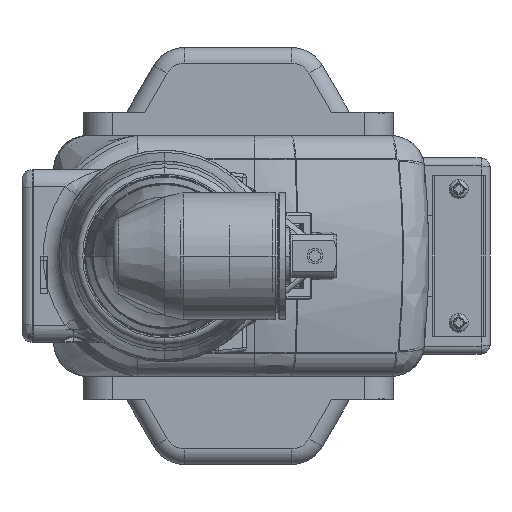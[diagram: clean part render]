
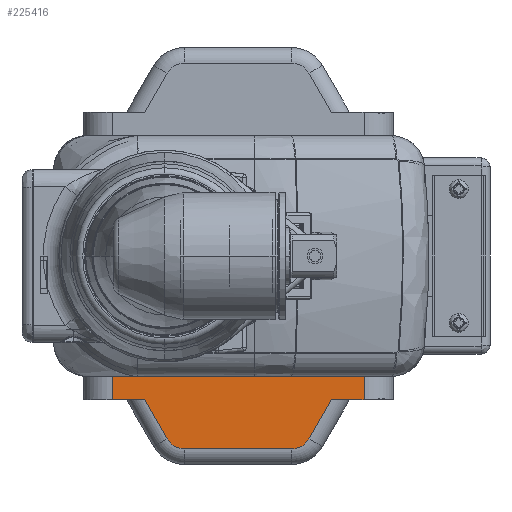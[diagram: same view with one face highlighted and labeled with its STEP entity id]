
A CAD part, left-side view. The second image highlights one B-rep face of the part: STEP entity #225416.
In plain terms, the highlighted planar face has unit normal (-1, 0, 0).
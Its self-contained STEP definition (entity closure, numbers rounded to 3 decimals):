
#178066=DIRECTION('',(0.,1.,0.));
#178067=VECTOR('',#178066,56.5);
#178068=CARTESIAN_POINT('',(348.65,-44.7,-26.75));
#178069=LINE('',#178068,#178067);
#178092=DIRECTION('',(0.,0.,1.));
#178093=VECTOR('',#178092,5.5);
#178094=CARTESIAN_POINT('',(348.65,11.8,-32.25));
#178095=LINE('',#178094,#178093);
#178100=DIRECTION('',(0.,-0.5,0.866));
#178101=VECTOR('',#178100,10.104);
#178102=CARTESIAN_POINT('',(348.65,-32.357,-41.));
#178103=LINE('',#178102,#178101);
#178104=CARTESIAN_POINT('',(348.65,-28.46,-38.75));
#178105=DIRECTION('',(-1.,0.,0.));
#178106=DIRECTION('',(0.,0.,-1.));
#178107=AXIS2_PLACEMENT_3D('',#178104,#178105,#178106);
#178109=DIRECTION('',(0.,-1.,0.));
#178110=VECTOR('',#178109,24.019);
#178111=CARTESIAN_POINT('',(348.65,-4.44,-43.25));
#178112=LINE('',#178111,#178110);
#178113=CARTESIAN_POINT('',(348.65,-4.44,-38.75));
#178114=DIRECTION('',(-1.,0.,0.));
#178115=DIRECTION('',(0.,0.866,-0.5));
#178116=AXIS2_PLACEMENT_3D('',#178113,#178114,#178115);
#178118=DIRECTION('',(0.,-0.5,-0.866));
#178119=VECTOR('',#178118,10.104);
#178120=CARTESIAN_POINT('',(348.65,4.509,-32.25));
#178121=LINE('',#178120,#178119);
#178126=DIRECTION('',(0.,0.,1.));
#178127=VECTOR('',#178126,5.5);
#178128=CARTESIAN_POINT('',(348.65,-44.7,-32.25));
#178129=LINE('',#178128,#178127);
#178165=DIRECTION('',(0.,-1.,0.));
#178166=VECTOR('',#178165,7.291);
#178167=CARTESIAN_POINT('',(348.65,11.8,-32.25));
#178168=LINE('',#178167,#178166);
#178347=DIRECTION('',(0.,-1.,0.));
#178348=VECTOR('',#178347,7.291);
#178349=CARTESIAN_POINT('',(348.65,-37.409,-32.25));
#178350=LINE('',#178349,#178348);
#215259=CARTESIAN_POINT('',(348.65,11.8,-32.25));
#215261=VERTEX_POINT('',#215259);
#215264=CARTESIAN_POINT('',(348.65,-44.7,-32.25));
#215266=VERTEX_POINT('',#215264);
#215311=CARTESIAN_POINT('',(348.65,-32.357,-41.));
#215312=CARTESIAN_POINT('',(348.65,-37.409,-32.25));
#215313=VERTEX_POINT('',#215311);
#215314=VERTEX_POINT('',#215312);
#215315=CARTESIAN_POINT('',(348.65,-28.46,-43.25));
#215316=VERTEX_POINT('',#215315);
#215319=CARTESIAN_POINT('',(348.65,-4.44,-43.25));
#215320=VERTEX_POINT('',#215319);
#215323=CARTESIAN_POINT('',(348.65,-0.543,-41.));
#215324=VERTEX_POINT('',#215323);
#215327=CARTESIAN_POINT('',(348.65,4.509,-32.25));
#215328=VERTEX_POINT('',#215327);
#215616=CARTESIAN_POINT('',(348.65,-44.7,-26.75));
#215617=CARTESIAN_POINT('',(348.65,11.8,-26.75));
#215618=VERTEX_POINT('',#215616);
#215619=VERTEX_POINT('',#215617);
#225391=CARTESIAN_POINT('',(348.65,-51.2,-26.75));
#225392=DIRECTION('',(-1.,0.,0.));
#225393=DIRECTION('',(0.,1.,0.));
#225394=AXIS2_PLACEMENT_3D('',#225391,#225392,#225393);
#225395=PLANE('',#225394);
#225396=ORIENTED_EDGE('',*,*,#225338,.F.);
#225398=ORIENTED_EDGE('',*,*,#225397,.F.);
#225400=ORIENTED_EDGE('',*,*,#225399,.F.);
#225402=ORIENTED_EDGE('',*,*,#225401,.F.);
#225404=ORIENTED_EDGE('',*,*,#225403,.F.);
#225406=ORIENTED_EDGE('',*,*,#225405,.F.);
#225408=ORIENTED_EDGE('',*,*,#225407,.F.);
#225410=ORIENTED_EDGE('',*,*,#225409,.F.);
#225412=ORIENTED_EDGE('',*,*,#225411,.F.);
#225413=ORIENTED_EDGE('',*,*,#225382,.T.);
#225414=EDGE_LOOP('',(#225396,#225398,#225400,#225402,#225404,#225406,#225408,
#225410,#225412,#225413));
#225415=FACE_OUTER_BOUND('',#225414,.F.);
#225416=ADVANCED_FACE('',(#225415),#225395,.T.);
#178108=CIRCLE('',#178107,4.5);
#178117=CIRCLE('',#178116,4.5);
#225338=EDGE_CURVE('',#215618,#215619,#178069,.T.);
#225382=EDGE_CURVE('',#215261,#215619,#178095,.T.);
#225397=EDGE_CURVE('',#215266,#215618,#178129,.T.);
#225399=EDGE_CURVE('',#215314,#215266,#178350,.T.);
#225401=EDGE_CURVE('',#215313,#215314,#178103,.T.);
#225403=EDGE_CURVE('',#215316,#215313,#178108,.T.);
#225405=EDGE_CURVE('',#215320,#215316,#178112,.T.);
#225407=EDGE_CURVE('',#215324,#215320,#178117,.T.);
#225409=EDGE_CURVE('',#215328,#215324,#178121,.T.);
#225411=EDGE_CURVE('',#215261,#215328,#178168,.T.);
